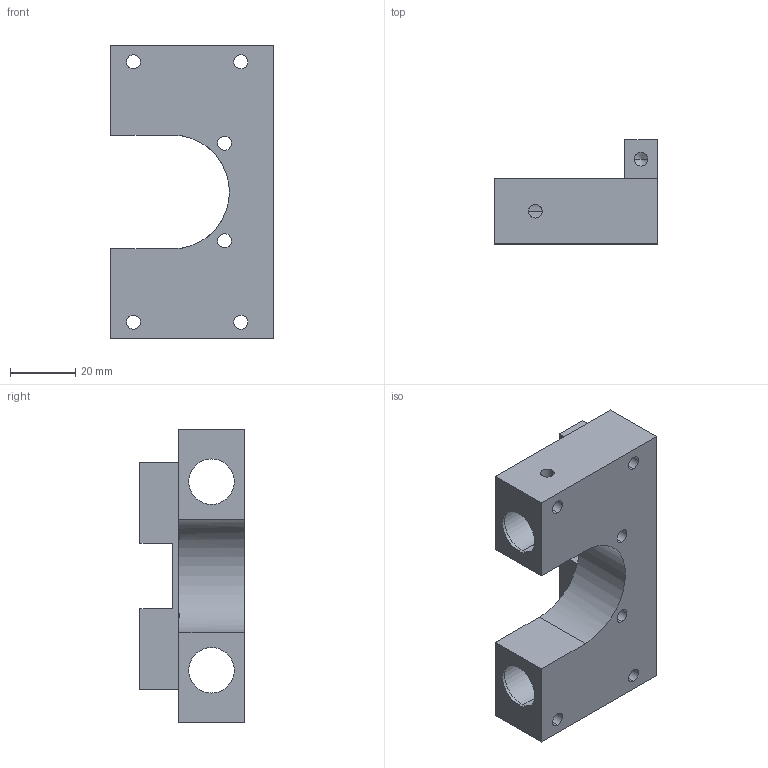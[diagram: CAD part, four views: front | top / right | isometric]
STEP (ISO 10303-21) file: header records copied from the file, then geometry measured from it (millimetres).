
FILE_DESCRIPTION (( 'STEP AP214' ), '1' );
FILE_NAME ('XWZ-USI-01-B_support douille.STEP', '2020-12-28T14:24:23', ( '' ), ( '' ), 'SwSTEP 2.0', 'SolidWorks 2020', '' );
FILE_SCHEMA (( 'AUTOMOTIVE_DESIGN' ));
Length unit declared in the file: millimetre
Products named in the file (1): XWZ-USI-01-B_support douille
Bounding box: 50 x 32 x 90 mm (x, y, z)
Volume: 50733.5 mm3; surface area: 21494 mm2
Topology: 1 solids, 1 shells, 64 faces, 172 edges, 106 vertices
Faces by surface type: cylinder 29, plane 19, cone 16
Entity records: 2254 total; most frequent: CARTESIAN_POINT 465, DIRECTION 362, ORIENTED_EDGE 336, EDGE_CURVE 168, AXIS2_PLACEMENT_3D 135, VERTEX_POINT 106, VECTOR 92, LINE 92
